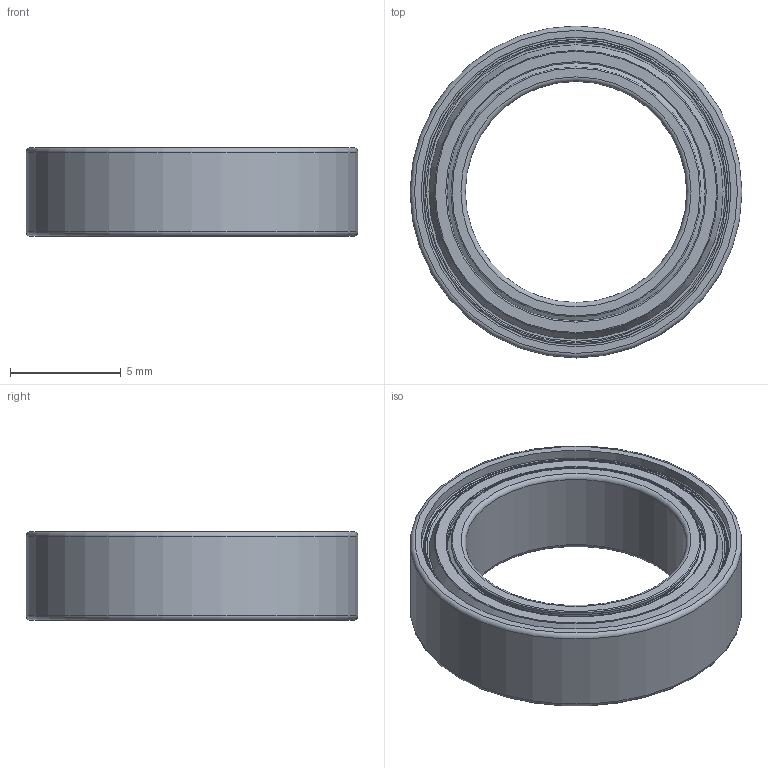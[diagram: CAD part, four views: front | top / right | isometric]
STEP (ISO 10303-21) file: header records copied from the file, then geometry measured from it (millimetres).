
FILE_DESCRIPTION(/* description */ ('STEP AP242 Edition 2','CAx-IF Rec.Pracs.---Representation and Presentation of Product Manufacturing Information (PMI)---4.0---2014-10-13','CAx-IF Rec.Pracs.---3D Tessellated Geometry---0.4---2014-09-14','2;1','CAx-IF Rec.Pracs.---User Defined Attributes---1.5---2016-08-15'),/* implementation_level */ '2;1');
FILE_NAME(/* name */ 'Machine Assembly W- Nema 23 driver - 1765304562009',/* time_stamp */ '2025-12-18T00:02:25Z',/* author */ (''),/* organization */ (''),/* preprocessor_version */ 'ST-DEVELOPER v20',/* originating_system */ 'ONSHAPE BY PTC INC, 1.208',/* authorisation */ ' ');
FILE_SCHEMA (('AP242_MANAGED_MODEL_BASED_3D_ENGINEERING_MIM_LF { 1 0 10303 442 3 1 4 }'));
Length unit declared in the file: metre
Products named in the file (1): 1765304562009
Bounding box: 15 x 15 x 4 mm (x, y, z)
Volume: 291.8 mm3; surface area: 941.1 mm2
Topology: 1 solids, 1 shells, 70 faces, 144 edges, 86 vertices
Faces by surface type: torus 24, cone 18, cylinder 16, plane 12
Full cylindrical faces by diameter (mm): 10 x1, 11 x2, 11.3 x2, 11.67 x2, 11.75 x4, 13.25 x2, 14 x2, 15 x1
Entity records: 1462 total; most frequent: DIRECTION 278, CARTESIAN_POINT 239, ORIENTED_EDGE 144, EDGE_LOOP 140, FACE_BOUND 140, AXIS2_PLACEMENT_3D 139, EDGE_CURVE 72, VERTEX_POINT 72
